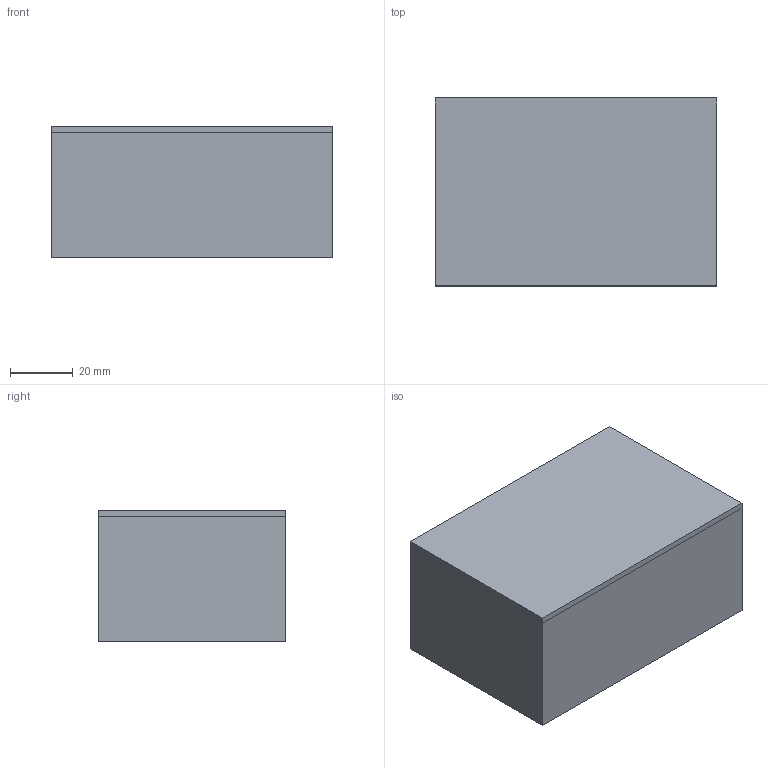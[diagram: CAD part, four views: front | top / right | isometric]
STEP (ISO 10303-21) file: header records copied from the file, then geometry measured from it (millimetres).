
FILE_DESCRIPTION(('Open CASCADE Model'),'2;1');
FILE_NAME('Open CASCADE Shape Model','2026-01-18T18:32:28',('Author'),( 'Open CASCADE'),'Open CASCADE STEP processor 7.8','Open CASCADE 7.8' ,'Unknown');
FILE_SCHEMA(('AUTOMOTIVE_DESIGN { 1 0 10303 214 1 1 1 1 }'));
Length unit declared in the file: millimetre
Products named in the file (3): a946cafc-f493-11f0-8492-bcaec56b0268; Enclosure; Cover
Assembly tree (2 placements, depth 2):
  a946cafc-f493-11f0-8492-bcaec56b0268
    Enclosure
    Cover
Bounding box: 90 x 60 x 42 mm (x, y, z)
Volume: 57913 mm3; surface area: 45745 mm2
Topology: 2 solids, 2 shells, 23 faces, 51 edges, 34 vertices
Faces by surface type: plane 22, cylinder 1
Full cylindrical faces by diameter (mm): 10 x1
Entity records: 1346 total; most frequent: CARTESIAN_POINT 241, DIRECTION 189, LINE 133, VECTOR 133, ORIENTED_EDGE 102, PCURVE 102, DEFINITIONAL_REPRESENTATION 102, EDGE_CURVE 51
